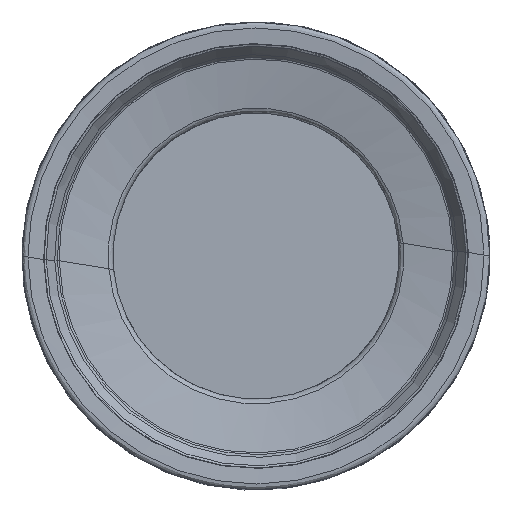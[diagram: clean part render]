
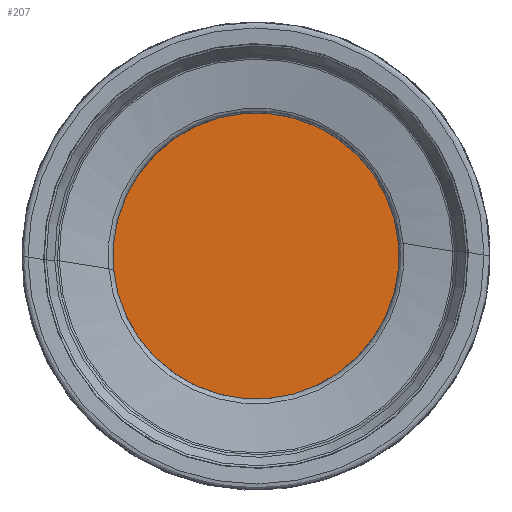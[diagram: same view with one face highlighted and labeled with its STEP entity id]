
A CAD part, left-side view. The second image highlights one B-rep face of the part: STEP entity #207.
In plain terms, the highlighted planar face has unit normal (-1, 0, 0).
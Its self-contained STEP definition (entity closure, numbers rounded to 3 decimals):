
#110=PLANE('',#1080);
#207=ADVANCED_FACE('',(#332),#110,.T.);
#332=FACE_OUTER_BOUND('',#382,.T.);
#382=EDGE_LOOP('',(#706));
#486=CIRCLE('',#1079,10.313);
#706=ORIENTED_EDGE('',*,*,#934,.F.);
#810=VERTEX_POINT('',#2362);
#934=EDGE_CURVE('',#810,#810,#486,.T.);
#1079=AXIS2_PLACEMENT_3D('',#2361,#1298,#1299);
#1080=AXIS2_PLACEMENT_3D('',#2363,#1300,#1301);
#1298=DIRECTION('',(1.,0.,0.));
#1299=DIRECTION('',(0.,1.,0.));
#1300=DIRECTION('',(-1.,0.,0.));
#1301=DIRECTION('',(0.,-1.,0.));
#2361=CARTESIAN_POINT('',(2.6,0.,0.));
#2362=CARTESIAN_POINT('',(2.6,10.313,0.));
#2363=CARTESIAN_POINT('',(2.6,10.313,0.));
